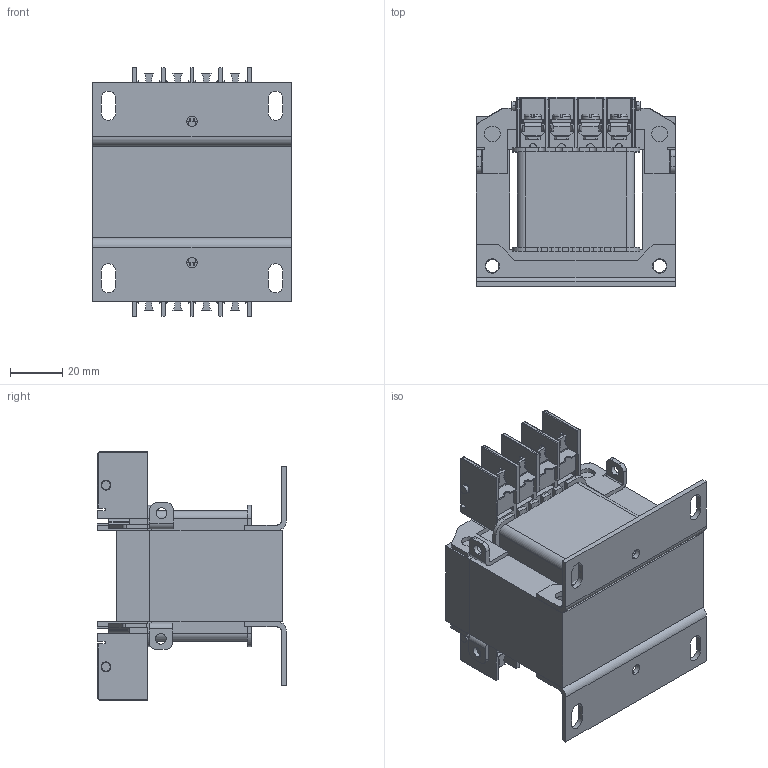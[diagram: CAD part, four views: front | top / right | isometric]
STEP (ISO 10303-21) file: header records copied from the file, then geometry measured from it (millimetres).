
FILE_DESCRIPTION (( 'STEP AP214' ), '1' );
FILE_NAME ('SP100MQMJ.step', '2019-03-27T13:31:32', ( '' ), ( '' ), 'SwSTEP 2.0', 'SolidWorks 2018', '' );
FILE_SCHEMA (( 'AUTOMOTIVE_DESIGN' ));
Length unit declared in the file: inch
Products named in the file (1): SP100MQMJ
Bounding box: 76.2 x 72.33 x 95 mm (x, y, z)
Volume: 228643.7 mm3; surface area: 89035.1 mm2
Topology: 41 solids, 41 shells, 3158 faces, 8836 edges, 5690 vertices
Faces by surface type: plane 1936, cylinder 931, bspline 260, cone 31
Entity records: 126776 total; most frequent: CARTESIAN_POINT 48545, ORIENTED_EDGE 17544, DIRECTION 14300, EDGE_CURVE 8772, VECTOR 5862, LINE 5862, VERTEX_POINT 5690, AXIS2_PLACEMENT_3D 4219
